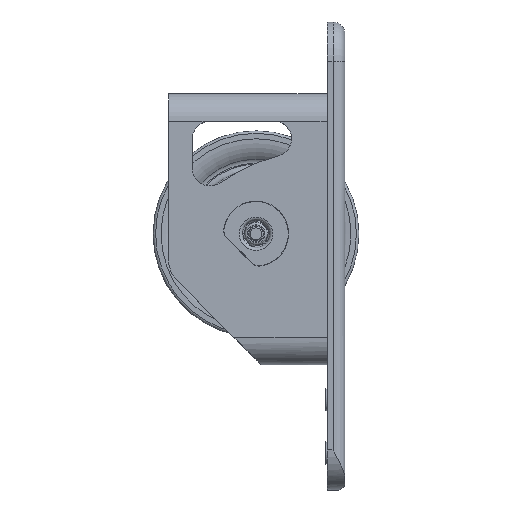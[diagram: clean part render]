
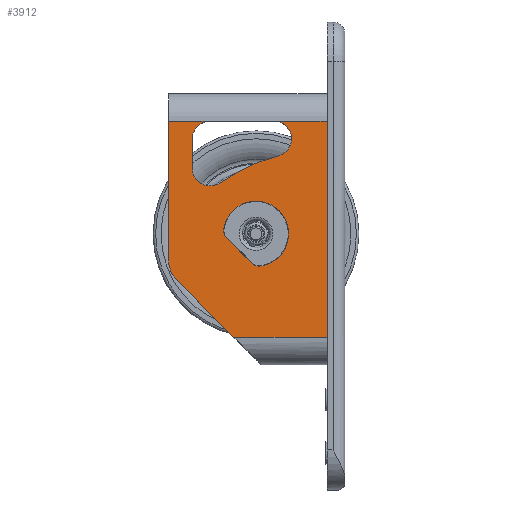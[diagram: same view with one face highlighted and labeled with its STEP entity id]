
A CAD part, top view. The second image highlights one B-rep face of the part: STEP entity #3912.
In plain terms, the highlighted planar face has unit normal (0, 0, 1).
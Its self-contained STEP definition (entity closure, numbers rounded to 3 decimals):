
#185=FACE_BOUND('',#758,.T.);
#268=PLANE('',#4440);
#484=FACE_OUTER_BOUND('',#757,.T.);
#757=EDGE_LOOP('',(#3418,#3419,#3420,#3421,#3422,#3423,#3424,#3425,#3426,
#3427,#3428,#3429));
#758=EDGE_LOOP('',(#3430,#3431,#3432,#3433));
#939=LINE('',#6875,#1167);
#960=LINE('',#6951,#1188);
#963=LINE('',#6960,#1191);
#984=LINE('',#7033,#1212);
#986=LINE('',#7039,#1214);
#987=LINE('',#7040,#1215);
#988=LINE('',#7042,#1216);
#989=LINE('',#7043,#1217);
#1167=VECTOR('',#5472,10.);
#1188=VECTOR('',#5543,10.);
#1191=VECTOR('',#5552,10.);
#1212=VECTOR('',#5627,10.);
#1214=VECTOR('',#5637,10.);
#1215=VECTOR('',#5638,10.);
#1216=VECTOR('',#5639,10.);
#1217=VECTOR('',#5640,10.);
#1503=CIRCLE('',#4401,10.);
#1504=CIRCLE('',#4408,3.1);
#1505=CIRCLE('',#4411,3.1);
#1509=CIRCLE('',#4417,61.);
#1513=CIRCLE('',#4423,6.);
#1519=CIRCLE('',#4435,6.);
#1521=CIRCLE('',#4439,6.);
#1522=CIRCLE('',#4441,11.);
#1826=VERTEX_POINT('',#6872);
#1827=VERTEX_POINT('',#6874);
#1842=VERTEX_POINT('',#6928);
#1843=VERTEX_POINT('',#6930);
#1851=VERTEX_POINT('',#6949);
#1852=VERTEX_POINT('',#6953);
#1853=VERTEX_POINT('',#6954);
#1854=VERTEX_POINT('',#6959);
#1855=VERTEX_POINT('',#6963);
#1862=VERTEX_POINT('',#6979);
#1863=VERTEX_POINT('',#6981);
#1867=VERTEX_POINT('',#6993);
#1873=VERTEX_POINT('',#7011);
#1877=VERTEX_POINT('',#7026);
#1879=VERTEX_POINT('',#7032);
#1880=VERTEX_POINT('',#7041);
#2338=EDGE_CURVE('',#1826,#1827,#939,.T.);
#2363=EDGE_CURVE('',#1842,#1843,#1503,.T.);
#2374=EDGE_CURVE('',#1851,#1842,#960,.T.);
#2375=EDGE_CURVE('',#1852,#1853,#1504,.T.);
#2378=EDGE_CURVE('',#1853,#1854,#963,.T.);
#2380=EDGE_CURVE('',#1854,#1855,#1505,.T.);
#2388=EDGE_CURVE('',#1863,#1862,#1509,.T.);
#2394=EDGE_CURVE('',#1867,#1863,#1513,.T.);
#2411=EDGE_CURVE('',#1877,#1873,#1519,.T.);
#2414=EDGE_CURVE('',#1879,#1877,#984,.T.);
#2417=EDGE_CURVE('',#1862,#1879,#1521,.T.);
#2418=EDGE_CURVE('',#1827,#1851,#986,.T.);
#2419=EDGE_CURVE('',#1826,#1867,#987,.T.);
#2420=EDGE_CURVE('',#1873,#1880,#988,.T.);
#2421=EDGE_CURVE('',#1843,#1880,#989,.T.);
#2422=EDGE_CURVE('',#1852,#1855,#1522,.T.);
#3418=ORIENTED_EDGE('',*,*,#2418,.F.);
#3419=ORIENTED_EDGE('',*,*,#2338,.F.);
#3420=ORIENTED_EDGE('',*,*,#2419,.T.);
#3421=ORIENTED_EDGE('',*,*,#2394,.T.);
#3422=ORIENTED_EDGE('',*,*,#2388,.T.);
#3423=ORIENTED_EDGE('',*,*,#2417,.T.);
#3424=ORIENTED_EDGE('',*,*,#2414,.T.);
#3425=ORIENTED_EDGE('',*,*,#2411,.T.);
#3426=ORIENTED_EDGE('',*,*,#2420,.T.);
#3427=ORIENTED_EDGE('',*,*,#2421,.F.);
#3428=ORIENTED_EDGE('',*,*,#2363,.F.);
#3429=ORIENTED_EDGE('',*,*,#2374,.F.);
#3430=ORIENTED_EDGE('',*,*,#2422,.T.);
#3431=ORIENTED_EDGE('',*,*,#2380,.F.);
#3432=ORIENTED_EDGE('',*,*,#2378,.F.);
#3433=ORIENTED_EDGE('',*,*,#2375,.F.);
#3912=ADVANCED_FACE('',(#484,#185),#268,.T.);
#4401=AXIS2_PLACEMENT_3D('',#6931,#5525,#5526);
#4408=AXIS2_PLACEMENT_3D('',#6955,#5546,#5547);
#4411=AXIS2_PLACEMENT_3D('',#6964,#5556,#5557);
#4417=AXIS2_PLACEMENT_3D('',#6982,#5572,#5573);
#4423=AXIS2_PLACEMENT_3D('',#6994,#5586,#5587);
#4435=AXIS2_PLACEMENT_3D('',#7027,#5621,#5622);
#4439=AXIS2_PLACEMENT_3D('',#7037,#5633,#5634);
#4440=AXIS2_PLACEMENT_3D('',#7038,#5635,#5636);
#4441=AXIS2_PLACEMENT_3D('',#7044,#5641,#5642);
#5472=DIRECTION('',(0.,-1.,0.));
#5525=DIRECTION('center_axis',(0.,0.,
-1.));
#5526=DIRECTION('ref_axis',(1.,0.,0.));
#5543=DIRECTION('',(-0.707,0.707,0.));
#5546=DIRECTION('center_axis',(0.,0.,
1.));
#5547=DIRECTION('ref_axis',(-0.993,0.116,0.));
#5552=DIRECTION('',(0.707,-0.707,0.));
#5556=DIRECTION('center_axis',(0.,0.,
1.));
#5557=DIRECTION('ref_axis',(-0.707,-0.707,0.));
#5572=DIRECTION('center_axis',(0.,0.,
1.));
#5573=DIRECTION('ref_axis',(-0.253,0.967,0.));
#5586=DIRECTION('center_axis',(0.,0.,
-1.));
#5587=DIRECTION('ref_axis',(-0.253,0.967,0.));
#5621=DIRECTION('center_axis',(0.,0.,
-1.));
#5622=DIRECTION('ref_axis',(0.,-1.,0.));
#5627=DIRECTION('',(0.,1.,0.));
#5633=DIRECTION('center_axis',(0.,0.,
-1.));
#5634=DIRECTION('ref_axis',(1.,0.,0.));
#5635=DIRECTION('center_axis',(0.,0.,
1.));
#5636=DIRECTION('ref_axis',(0.,-1.,0.));
#5637=DIRECTION('',(-1.,0.,0.));
#5638=DIRECTION('',(-1.,0.,0.));
#5639=DIRECTION('',(-1.,0.,0.));
#5640=DIRECTION('',(0.,1.,0.));
#5641=DIRECTION('center_axis',(0.,0.,
-1.));
#5642=DIRECTION('ref_axis',(-1.,0.,0.));
#6872=CARTESIAN_POINT('',(0.,38.,11.25));
#6874=CARTESIAN_POINT('',(0.,-35.,11.25));
#6875=CARTESIAN_POINT('',(0.,38.,11.25));
#6928=CARTESIAN_POINT('',(-50.571,-15.879,11.25));
#6930=CARTESIAN_POINT('',(-53.5,-8.808,11.25));
#6931=CARTESIAN_POINT('Origin',(-43.5,-8.808,11.25));
#6949=CARTESIAN_POINT('',(-31.45,-35.,11.25));
#6951=CARTESIAN_POINT('',(-37.48,-28.97,11.25));
#6953=CARTESIAN_POINT('',(-34.926,1.277,11.25));
#6954=CARTESIAN_POINT('',(-34.039,-1.275,11.25));
#6955=CARTESIAN_POINT('Origin',(-31.847,0.917,11.25));
#6959=CARTESIAN_POINT('',(-25.275,-10.039,11.25));
#6960=CARTESIAN_POINT('',(-31.848,-3.466,11.25));
#6963=CARTESIAN_POINT('',(-22.723,-10.926,11.25));
#6964=CARTESIAN_POINT('Origin',(-23.083,-7.847,11.25));
#6979=CARTESIAN_POINT('',(-36.056,17.195,11.25));
#6981=CARTESIAN_POINT('',(-16.481,26.26,11.25));
#6982=CARTESIAN_POINT('Origin',(-1.037,-32.752,11.25));
#6993=CARTESIAN_POINT('',(-17.119,38.,11.25));
#6994=CARTESIAN_POINT('Origin',(-18.,32.065,11.25));
#7011=CARTESIAN_POINT('',(-39.5,38.,11.25));
#7026=CARTESIAN_POINT('',(-45.5,32.,11.25));
#7027=CARTESIAN_POINT('Origin',(-39.5,32.,11.25));
#7032=CARTESIAN_POINT('',(-45.5,22.108,11.25));
#7033=CARTESIAN_POINT('',(-45.5,35.,11.25));
#7037=CARTESIAN_POINT('Origin',(-39.5,22.108,11.25));
#7038=CARTESIAN_POINT('Origin',(0.,38.,11.25));
#7039=CARTESIAN_POINT('',(0.,-35.,11.25));
#7040=CARTESIAN_POINT('',(0.,38.,11.25));
#7041=CARTESIAN_POINT('',(-53.5,38.,11.25));
#7042=CARTESIAN_POINT('',(0.,38.,11.25));
#7043=CARTESIAN_POINT('',(-53.5,-12.806,11.25));
#7044=CARTESIAN_POINT('Origin',(-24.,0.,11.25));
